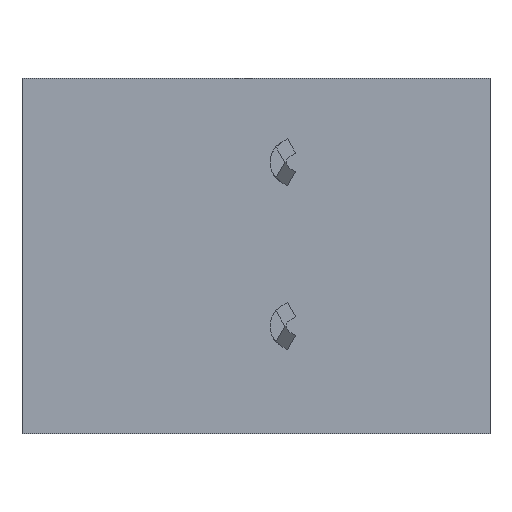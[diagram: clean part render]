
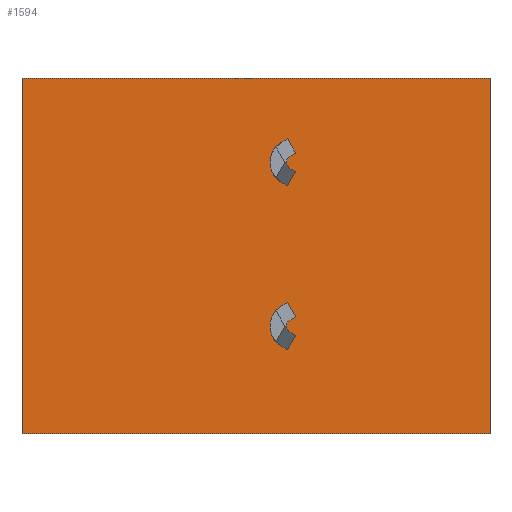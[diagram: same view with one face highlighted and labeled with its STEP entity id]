
A CAD part, front view. The second image highlights one B-rep face of the part: STEP entity #1594.
In plain terms, the highlighted planar face has unit normal (0, -1, 0).
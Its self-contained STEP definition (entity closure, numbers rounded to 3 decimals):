
#29=DIRECTION('',(1.,0.,0.));
#30=VECTOR('',#29,10.);
#31=CARTESIAN_POINT('',(-4.998,-6.2,-2.35));
#32=LINE('',#31,#30);
#41=DIRECTION('',(0.,0.,1.));
#42=VECTOR('',#41,7.6);
#43=CARTESIAN_POINT('',(5.002,-6.2,-2.35));
#44=LINE('',#43,#42);
#45=DIRECTION('',(0.,0.,1.));
#46=VECTOR('',#45,7.6);
#47=CARTESIAN_POINT('',(-4.998,-6.2,-2.35));
#48=LINE('',#47,#46);
#49=DIRECTION('',(0.866,0.,-0.5));
#50=VECTOR('',#49,0.14);
#51=CARTESIAN_POINT('',(0.552,-6.2,-0.483));
#52=LINE('',#51,#50);
#53=DIRECTION('',(0.5,0.,0.866));
#54=VECTOR('',#53,0.35);
#55=CARTESIAN_POINT('',(0.674,-6.2,-0.553));
#56=LINE('',#55,#54);
#57=DIRECTION('',(-0.866,0.,0.5));
#58=VECTOR('',#57,0.14);
#59=CARTESIAN_POINT('',(0.849,-6.2,-0.25));
#60=LINE('',#59,#58);
#61=CARTESIAN_POINT('',(0.802,-6.2,-0.05));
#62=DIRECTION('',(0.,-1.,0.));
#63=DIRECTION('',(-0.5,0.,0.866));
#64=AXIS2_PLACEMENT_3D('',#61,#62,#63);
#66=DIRECTION('',(0.866,0.,0.5));
#67=VECTOR('',#66,0.14);
#68=CARTESIAN_POINT('',(0.727,-6.2,0.08));
#69=LINE('',#68,#67);
#70=DIRECTION('',(-0.5,0.,0.866));
#71=VECTOR('',#70,0.35);
#72=CARTESIAN_POINT('',(0.849,-6.2,0.15));
#73=LINE('',#72,#71);
#74=DIRECTION('',(-0.866,0.,-0.5));
#75=VECTOR('',#74,0.14);
#76=CARTESIAN_POINT('',(0.674,-6.2,0.453));
#77=LINE('',#76,#75);
#78=CARTESIAN_POINT('',(0.802,-6.2,-0.05));
#79=DIRECTION('',(0.,-1.,0.));
#80=DIRECTION('',(-0.5,0.,0.866));
#81=AXIS2_PLACEMENT_3D('',#78,#79,#80);
#83=DIRECTION('',(0.866,0.,-0.5));
#84=VECTOR('',#83,0.14);
#85=CARTESIAN_POINT('',(0.552,-6.2,3.017));
#86=LINE('',#85,#84);
#87=DIRECTION('',(0.5,0.,0.866));
#88=VECTOR('',#87,0.35);
#89=CARTESIAN_POINT('',(0.674,-6.2,2.947));
#90=LINE('',#89,#88);
#91=DIRECTION('',(-0.866,0.,0.5));
#92=VECTOR('',#91,0.14);
#93=CARTESIAN_POINT('',(0.849,-6.2,3.25));
#94=LINE('',#93,#92);
#95=CARTESIAN_POINT('',(0.802,-6.2,3.45));
#96=DIRECTION('',(0.,-1.,0.));
#97=DIRECTION('',(-0.5,0.,0.866));
#98=AXIS2_PLACEMENT_3D('',#95,#96,#97);
#100=DIRECTION('',(0.866,0.,0.5));
#101=VECTOR('',#100,0.14);
#102=CARTESIAN_POINT('',(0.727,-6.2,3.58));
#103=LINE('',#102,#101);
#104=DIRECTION('',(-0.5,0.,0.866));
#105=VECTOR('',#104,0.35);
#106=CARTESIAN_POINT('',(0.849,-6.2,3.65));
#107=LINE('',#106,#105);
#108=DIRECTION('',(-0.866,0.,-0.5));
#109=VECTOR('',#108,0.14);
#110=CARTESIAN_POINT('',(0.674,-6.2,3.953));
#111=LINE('',#110,#109);
#112=CARTESIAN_POINT('',(0.802,-6.2,3.45));
#113=DIRECTION('',(0.,-1.,0.));
#114=DIRECTION('',(-0.5,0.,0.866));
#115=AXIS2_PLACEMENT_3D('',#112,#113,#114);
#973=DIRECTION('',(1.,0.,0.));
#974=VECTOR('',#973,10.);
#975=CARTESIAN_POINT('',(-4.998,-6.2,5.25));
#976=LINE('',#975,#974);
#1191=CARTESIAN_POINT('',(-4.998,-6.2,-2.35));
#1192=VERTEX_POINT('',#1191);
#1193=CARTESIAN_POINT('',(5.002,-6.2,-2.35));
#1194=VERTEX_POINT('',#1193);
#1203=CARTESIAN_POINT('',(-4.998,-6.2,5.25));
#1204=VERTEX_POINT('',#1203);
#1205=CARTESIAN_POINT('',(5.002,-6.2,5.25));
#1206=VERTEX_POINT('',#1205);
#1425=CARTESIAN_POINT('',(0.552,-6.2,-0.483));
#1426=CARTESIAN_POINT('',(0.674,-6.2,-0.553));
#1427=VERTEX_POINT('',#1425);
#1428=VERTEX_POINT('',#1426);
#1429=CARTESIAN_POINT('',(0.849,-6.2,-0.25));
#1430=VERTEX_POINT('',#1429);
#1431=CARTESIAN_POINT('',(0.727,-6.2,-0.18));
#1432=VERTEX_POINT('',#1431);
#1433=CARTESIAN_POINT('',(0.727,-6.2,0.08));
#1434=VERTEX_POINT('',#1433);
#1435=CARTESIAN_POINT('',(0.849,-6.2,0.15));
#1436=VERTEX_POINT('',#1435);
#1437=CARTESIAN_POINT('',(0.674,-6.2,0.453));
#1438=VERTEX_POINT('',#1437);
#1439=CARTESIAN_POINT('',(0.552,-6.2,0.383));
#1440=VERTEX_POINT('',#1439);
#1464=CARTESIAN_POINT('',(0.552,-6.2,3.017));
#1465=CARTESIAN_POINT('',(0.674,-6.2,2.947));
#1466=VERTEX_POINT('',#1464);
#1467=VERTEX_POINT('',#1465);
#1468=CARTESIAN_POINT('',(0.849,-6.2,3.25));
#1469=VERTEX_POINT('',#1468);
#1470=CARTESIAN_POINT('',(0.727,-6.2,3.32));
#1471=VERTEX_POINT('',#1470);
#1472=CARTESIAN_POINT('',(0.727,-6.2,3.58));
#1473=VERTEX_POINT('',#1472);
#1474=CARTESIAN_POINT('',(0.849,-6.2,3.65));
#1475=VERTEX_POINT('',#1474);
#1476=CARTESIAN_POINT('',(0.674,-6.2,3.953));
#1477=VERTEX_POINT('',#1476);
#1478=CARTESIAN_POINT('',(0.552,-6.2,3.883));
#1479=VERTEX_POINT('',#1478);
#1545=CARTESIAN_POINT('',(-4.998,-6.2,-2.35));
#1546=DIRECTION('',(0.,-1.,0.));
#1547=DIRECTION('',(1.,0.,0.));
#1548=AXIS2_PLACEMENT_3D('',#1545,#1546,#1547);
#1549=PLANE('',#1548);
#1550=ORIENTED_EDGE('',*,*,#1509,.F.);
#1552=ORIENTED_EDGE('',*,*,#1551,.T.);
#1554=ORIENTED_EDGE('',*,*,#1553,.T.);
#1555=ORIENTED_EDGE('',*,*,#1537,.F.);
#1556=EDGE_LOOP('',(#1550,#1552,#1554,#1555));
#1557=FACE_OUTER_BOUND('',#1556,.F.);
#1559=ORIENTED_EDGE('',*,*,#1558,.T.);
#1561=ORIENTED_EDGE('',*,*,#1560,.T.);
#1563=ORIENTED_EDGE('',*,*,#1562,.T.);
#1565=ORIENTED_EDGE('',*,*,#1564,.F.);
#1567=ORIENTED_EDGE('',*,*,#1566,.T.);
#1569=ORIENTED_EDGE('',*,*,#1568,.T.);
#1571=ORIENTED_EDGE('',*,*,#1570,.T.);
#1573=ORIENTED_EDGE('',*,*,#1572,.T.);
#1574=EDGE_LOOP('',(#1559,#1561,#1563,#1565,#1567,#1569,#1571,#1573));
#1575=FACE_BOUND('',#1574,.F.);
#1577=ORIENTED_EDGE('',*,*,#1576,.T.);
#1579=ORIENTED_EDGE('',*,*,#1578,.T.);
#1581=ORIENTED_EDGE('',*,*,#1580,.T.);
#1583=ORIENTED_EDGE('',*,*,#1582,.F.);
#1585=ORIENTED_EDGE('',*,*,#1584,.T.);
#1587=ORIENTED_EDGE('',*,*,#1586,.T.);
#1589=ORIENTED_EDGE('',*,*,#1588,.T.);
#1591=ORIENTED_EDGE('',*,*,#1590,.T.);
#1592=EDGE_LOOP('',(#1577,#1579,#1581,#1583,#1585,#1587,#1589,#1591));
#1593=FACE_BOUND('',#1592,.F.);
#65=CIRCLE('',#64,0.15);
#82=CIRCLE('',#81,0.5);
#99=CIRCLE('',#98,0.15);
#116=CIRCLE('',#115,0.5);
#1509=EDGE_CURVE('',#1192,#1194,#32,.T.);
#1537=EDGE_CURVE('',#1194,#1206,#44,.T.);
#1551=EDGE_CURVE('',#1192,#1204,#48,.T.);
#1553=EDGE_CURVE('',#1204,#1206,#976,.T.);
#1558=EDGE_CURVE('',#1427,#1428,#52,.T.);
#1560=EDGE_CURVE('',#1428,#1430,#56,.T.);
#1562=EDGE_CURVE('',#1430,#1432,#60,.T.);
#1564=EDGE_CURVE('',#1434,#1432,#65,.T.);
#1566=EDGE_CURVE('',#1434,#1436,#69,.T.);
#1568=EDGE_CURVE('',#1436,#1438,#73,.T.);
#1570=EDGE_CURVE('',#1438,#1440,#77,.T.);
#1572=EDGE_CURVE('',#1440,#1427,#82,.T.);
#1576=EDGE_CURVE('',#1466,#1467,#86,.T.);
#1578=EDGE_CURVE('',#1467,#1469,#90,.T.);
#1580=EDGE_CURVE('',#1469,#1471,#94,.T.);
#1582=EDGE_CURVE('',#1473,#1471,#99,.T.);
#1584=EDGE_CURVE('',#1473,#1475,#103,.T.);
#1586=EDGE_CURVE('',#1475,#1477,#107,.T.);
#1588=EDGE_CURVE('',#1477,#1479,#111,.T.);
#1590=EDGE_CURVE('',#1479,#1466,#116,.T.);
#1594=ADVANCED_FACE('',(#1557,#1575,#1593),#1549,.T.);
